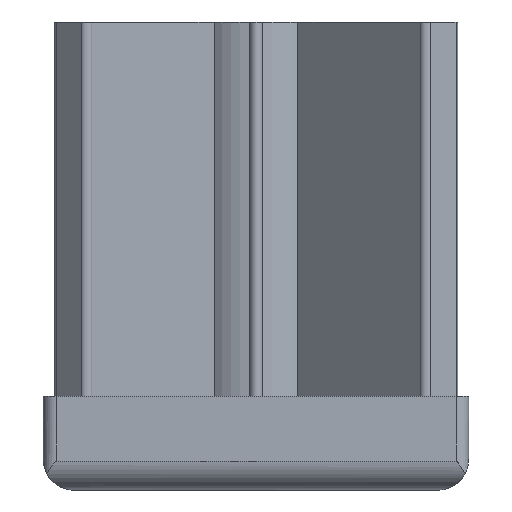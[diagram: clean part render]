
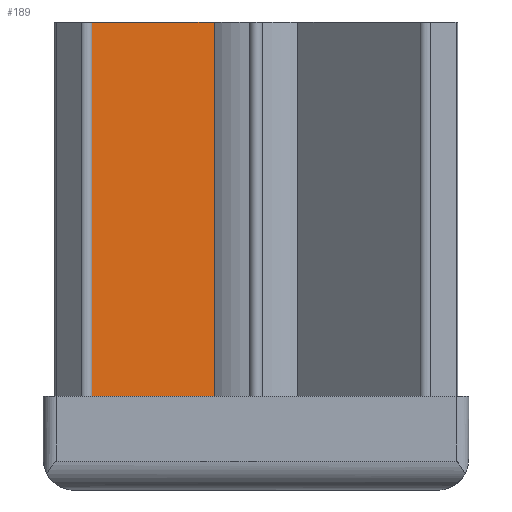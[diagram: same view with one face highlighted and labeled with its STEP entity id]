
A CAD part, front view. The second image highlights one B-rep face of the part: STEP entity #189.
In plain terms, the highlighted planar face has unit normal (0.707, -0.707, 0).
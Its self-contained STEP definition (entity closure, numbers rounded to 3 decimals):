
#189 = ADVANCED_FACE( '', ( #394 ), #395, .F. );
#394 = FACE_OUTER_BOUND( '', #609, .T. );
#395 = PLANE( '', #610 );
#609 = EDGE_LOOP( '', ( #1060, #1061, #1062, #1063 ) );
#610 = AXIS2_PLACEMENT_3D( '', #1064, #1065, #1066 );
#1060 = ORIENTED_EDGE( '', *, *, #1465, .T. );
#1061 = ORIENTED_EDGE( '', *, *, #1506, .T. );
#1062 = ORIENTED_EDGE( '', *, *, #1507, .F. );
#1063 = ORIENTED_EDGE( '', *, *, #1508, .F. );
#1064 = CARTESIAN_POINT( '', ( -20.409, -21.47, 55. ) );
#1065 = DIRECTION( '', ( -0.707, 0.707, 0. ) );
#1066 = DIRECTION( '', ( -0.707, -0.707, 0. ) );
#1465 = EDGE_CURVE( '', #1823, #1821, #1824, .T. );
#1506 = EDGE_CURVE( '', #1821, #1877, #1878, .T. );
#1507 = EDGE_CURVE( '', #1879, #1877, #1880, .T. );
#1508 = EDGE_CURVE( '', #1823, #1879, #1881, .T. );
#1821 = VERTEX_POINT( '', #2399 );
#1823 = VERTEX_POINT( '', #2402 );
#1824 = LINE( '', #2403, #2404 );
#1877 = VERTEX_POINT( '', #2507 );
#1878 = LINE( '', #2508, #2509 );
#1879 = VERTEX_POINT( '', #2510 );
#1880 = LINE( '', #2511, #2512 );
#1881 = LINE( '', #2513, #2514 );
#2399 = CARTESIAN_POINT( '', ( -20.409, -21.47, 11. ) );
#2402 = CARTESIAN_POINT( '', ( -20.409, -21.47, 55. ) );
#2403 = CARTESIAN_POINT( '', ( -20.409, -21.47, 55. ) );
#2404 = VECTOR( '', #2768, 1000. );
#2507 = CARTESIAN_POINT( '', ( -4.924, -5.985, 11. ) );
#2508 = CARTESIAN_POINT( '', ( -20.409, -21.47, 11. ) );
#2509 = VECTOR( '', #2818, 1000. );
#2510 = CARTESIAN_POINT( '', ( -4.924, -5.985, 55. ) );
#2511 = CARTESIAN_POINT( '', ( -4.924, -5.985, 55. ) );
#2512 = VECTOR( '', #2819, 1000. );
#2513 = CARTESIAN_POINT( '', ( -20.409, -21.47, 55. ) );
#2514 = VECTOR( '', #2820, 1000. );
#2768 = DIRECTION( '', ( 0., 0., -1. ) );
#2818 = DIRECTION( '', ( 0.707, 0.707, 0. ) );
#2819 = DIRECTION( '', ( 0., 0., -1. ) );
#2820 = DIRECTION( '', ( 0.707, 0.707, 0. ) );
